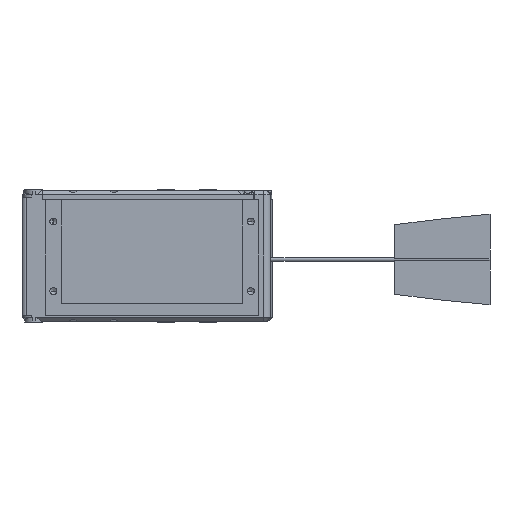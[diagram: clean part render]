
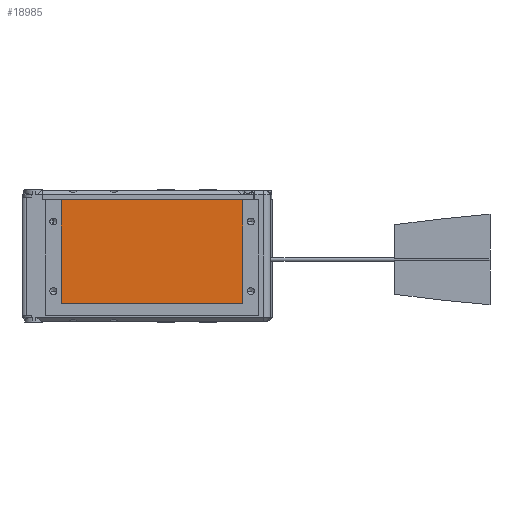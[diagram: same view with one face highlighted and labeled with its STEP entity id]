
A CAD part, left-side view. The second image highlights one B-rep face of the part: STEP entity #18985.
In plain terms, the highlighted planar face has unit normal (-1, 0, 0).
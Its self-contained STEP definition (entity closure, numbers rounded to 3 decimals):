
#227 = VERTEX_POINT ( 'NONE', #7182 ) ;
#380 = ORIENTED_EDGE ( 'NONE', *, *, #1448, .T. ) ;
#705 = EDGE_CURVE ( 'NONE', #5035, #16259, #18994, .T. ) ;
#989 = DIRECTION ( 'NONE',  ( 0., -1., 0. ) ) ;
#1303 = VERTEX_POINT ( 'NONE', #8123 ) ;
#1448 = EDGE_CURVE ( 'NONE', #227, #1303, #1864, .T. ) ;
#1571 = CARTESIAN_POINT ( 'NONE',  ( 0.3, 84., 8. ) ) ;
#1830 = DIRECTION ( 'NONE',  ( 0., 1., 0. ) ) ;
#1864 = LINE ( 'NONE', #19422, #18603 ) ;
#2287 = LINE ( 'NONE', #18435, #9424 ) ;
#2327 = EDGE_LOOP ( 'NONE', ( #5181, #14124, #7734, #380 ) ) ;
#2339 = CARTESIAN_POINT ( 'NONE',  ( 0.3, 84., 52.7 ) ) ;
#4420 = AXIS2_PLACEMENT_3D ( 'NONE', #8612, #18168, #5393 ) ;
#5035 = VERTEX_POINT ( 'NONE', #14144 ) ;
#5181 = ORIENTED_EDGE ( 'NONE', *, *, #8840, .T. ) ;
#5393 = DIRECTION ( 'NONE',  ( 0., 0., 1. ) ) ;
#7182 = CARTESIAN_POINT ( 'NONE',  ( 0.3, 84., 8. ) ) ;
#7734 = ORIENTED_EDGE ( 'NONE', *, *, #13106, .T. ) ;
#8123 = CARTESIAN_POINT ( 'NONE',  ( 0.3, 6., 8. ) ) ;
#8318 = FACE_OUTER_BOUND ( 'NONE', #2327, .T. ) ;
#8612 = CARTESIAN_POINT ( 'NONE',  ( 0.3, 84., 8. ) ) ;
#8781 = VECTOR ( 'NONE', #9385, 1000. ) ;
#8840 = EDGE_CURVE ( 'NONE', #1303, #5035, #2287, .T. ) ;
#9385 = DIRECTION ( 'NONE',  ( 0., 0., -1. ) ) ;
#9424 = VECTOR ( 'NONE', #14913, 1000. ) ;
#11295 = VECTOR ( 'NONE', #1830, 1000. ) ;
#11411 = CARTESIAN_POINT ( 'NONE',  ( 0.3, -7., 52.7 ) ) ;
#13106 = EDGE_CURVE ( 'NONE', #16259, #227, #17278, .T. ) ;
#14124 = ORIENTED_EDGE ( 'NONE', *, *, #705, .T. ) ;
#14144 = CARTESIAN_POINT ( 'NONE',  ( 0.3, 6., 52.7 ) ) ;
#14913 = DIRECTION ( 'NONE',  ( 0., 0., 1. ) ) ;
#16259 = VERTEX_POINT ( 'NONE', #2339 ) ;
#16420 = PLANE ( 'NONE',  #4420 ) ;
#17278 = LINE ( 'NONE', #1571, #8781 ) ;
#18168 = DIRECTION ( 'NONE',  ( -1., 0., 0. ) ) ;
#18435 = CARTESIAN_POINT ( 'NONE',  ( 0.3, 6., 8. ) ) ;
#18603 = VECTOR ( 'NONE', #989, 1000. ) ;
#18985 = ADVANCED_FACE ( 'NONE', ( #8318 ), #16420, .T. ) ;
#18994 = LINE ( 'NONE', #11411, #11295 ) ;
#19422 = CARTESIAN_POINT ( 'NONE',  ( 0.3, 84., 8. ) ) ;
